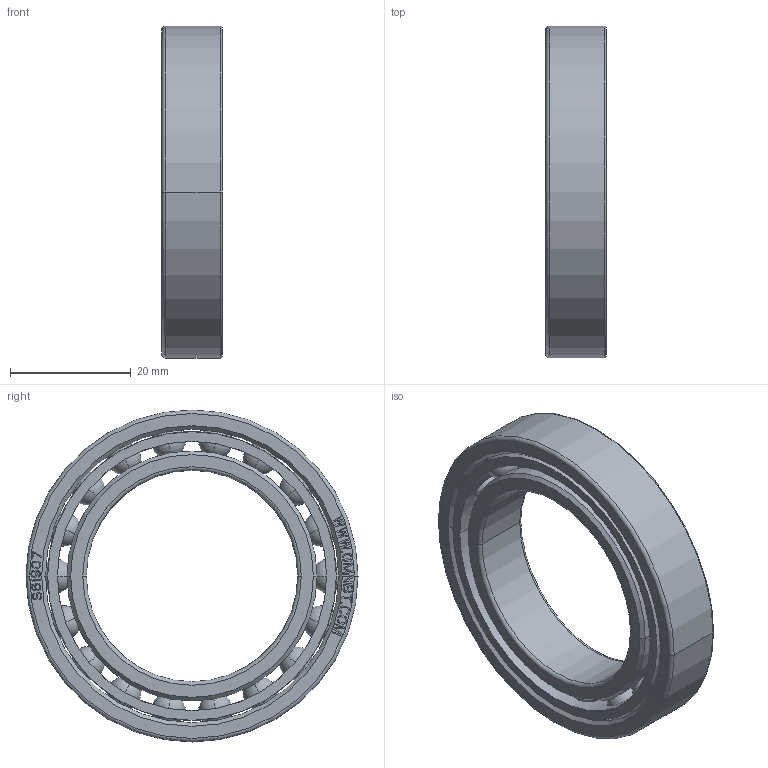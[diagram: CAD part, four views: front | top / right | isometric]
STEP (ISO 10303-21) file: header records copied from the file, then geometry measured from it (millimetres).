
FILE_DESCRIPTION((''),'2;1');
FILE_NAME('S61907_PRT','2014-03-19T',('sales 4'),(''),'PRO/ENGINEER BY PARAMETRIC TECHNOLOGY CORPORATION, 2013150','PRO/ENGINEER BY PARAMETRIC TECHNOLOGY CORPORATION, 2013150','');
FILE_SCHEMA(('AUTOMOTIVE_DESIGN { 1 0 10303 214 1 1 1 1 }'));
Length unit declared in the file: millimetre
Products named in the file (1): S61907_PRT
Bounding box: 10.01 x 55 x 55 mm (x, y, z)
Volume: 10816.2 mm3; surface area: 11572.4 mm2
Topology: 3 solids, 3 shells, 701 faces, 1954 edges, 1244 vertices
Faces by surface type: plane 521, cylinder 86, sphere 72, torus 12, cone 10
Entity records: 35757 total; most frequent: CARTESIAN_POINT 12267, ORIENTED_EDGE 3764, DIRECTION 3344, PRESENTATION_STYLE_ASSIGNMENT 1914, STYLED_ITEM 1885, CURVE_STYLE 1882, EDGE_CURVE 1882, VECTOR 1534
